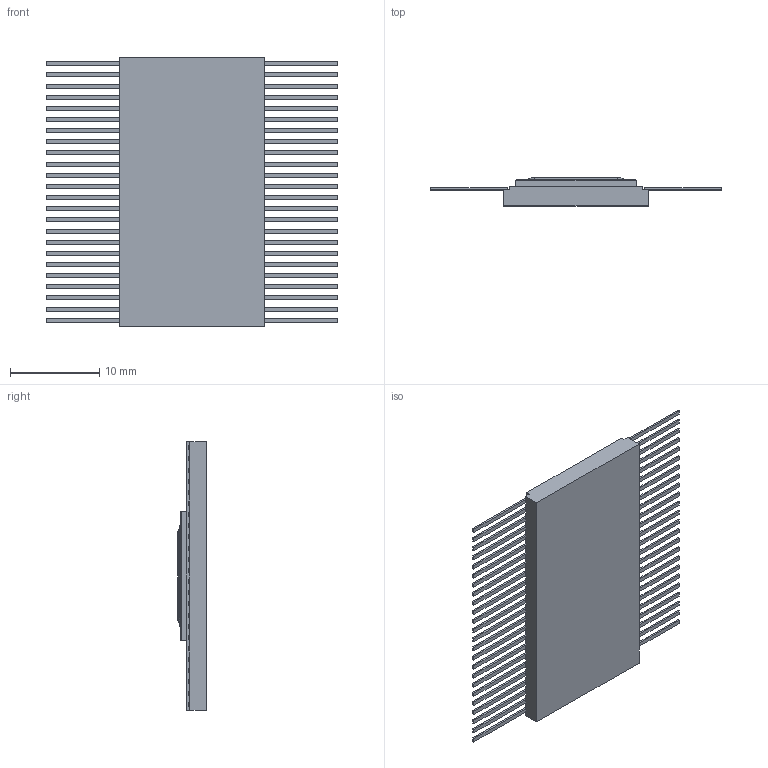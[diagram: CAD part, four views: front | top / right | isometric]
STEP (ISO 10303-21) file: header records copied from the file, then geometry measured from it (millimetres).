
FILE_DESCRIPTION (( 'STEP AP214' ), '1' );
FILE_NAME ('4134.48-2.STEP', '2018-04-28T11:20:36', ( 'Admin' ), ( '' ), 'SwSTEP 2.0', 'SolidWorks 2015', '' );
FILE_SCHEMA (( 'AUTOMOTIVE_DESIGN' ));
Length unit declared in the file: millimetre
Products named in the file (7): 扰黓蠉錭; 4134.48-2 ﾎ魵瑙韃; 4134.48-2; 4134.48-2 Êðûøêà
Assembly tree (3 placements, depth 2):
  扰黓蠉錭
  4134.48-2 ﾎ魵瑙韃
  4134.48-2
    4134.48-2 ﾎ魵瑙韃
    扰黓蠉錭
    4134.48-2 Êðûøêà
  4134.48-2 Êðûøêà
Bounding box: 32.6 x 3.15 x 30.1 mm (x, y, z)
Volume: 1125.1 mm3; surface area: 2262.2 mm2
Topology: 3 solids, 3 shells, 995 faces, 2705 edges, 1760 vertices
Faces by surface type: plane 941, cylinder 30, torus 16, cone 8
Entity records: 39749 total; most frequent: CARTESIAN_POINT 5467, ORIENTED_EDGE 5410, DIRECTION 4805, EDGE_CURVE 2705, LINE 2609, VECTOR 2609, VERTEX_POINT 1760, AXIS2_PLACEMENT_3D 1098
